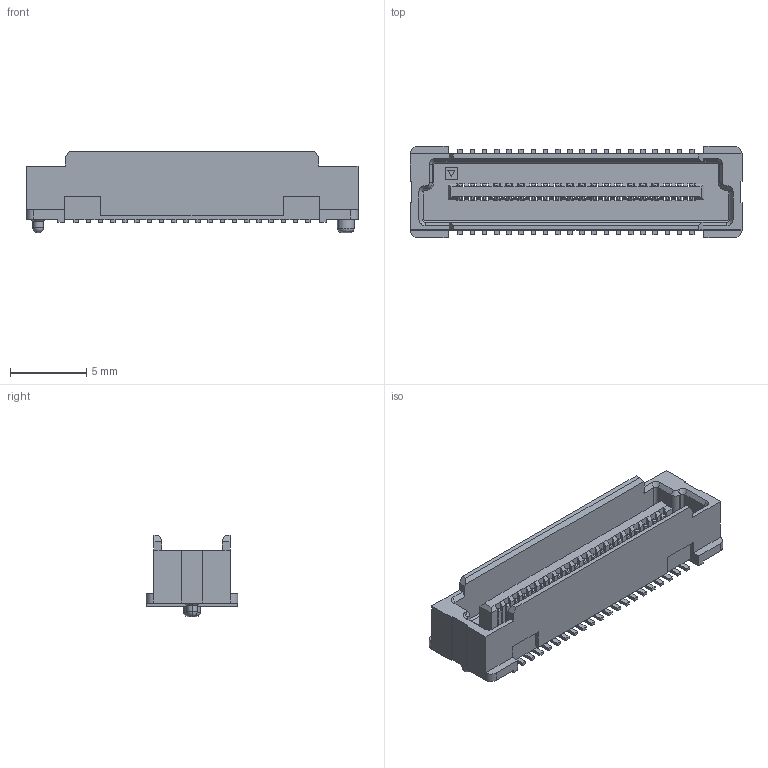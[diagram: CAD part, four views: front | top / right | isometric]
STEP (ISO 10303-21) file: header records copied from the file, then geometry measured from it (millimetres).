
FILE_DESCRIPTION(('FreeCAD Model'),'2;1');
FILE_NAME('P61083-041X0XXX.step','2017-10-19T15:41:22' ,('kicad StepUp'),('ksu MCAD'),'Open CASCADE STEP processor 6.8', 'FreeCAD','Unknown');
FILE_SCHEMA(('AUTOMOTIVE_DESIGN_CC2 { 1 2 10303 214 -1 1 5 4 }'));
Length unit declared in the file: millimetre
Products named in the file (1): P61083-041X0XXX
Bounding box: 21.8 x 6 x 5.35 mm (x, y, z)
Volume: 246 mm3; surface area: 934 mm2
Topology: 1 solids, 1 shells, 936 faces, 2643 edges, 1639 vertices
Faces by surface type: plane 898, cone 18, cylinder 16, sphere 2, bspline 2
Entity records: 29408 total; most frequent: ORIENTED_EDGE 5282, CARTESIAN_POINT 5271, DIRECTION 4567, EDGE_CURVE 2641, LINE 2585, VECTOR 2585, VERTEX_POINT 1639, AXIS2_PLACEMENT_3D 991
